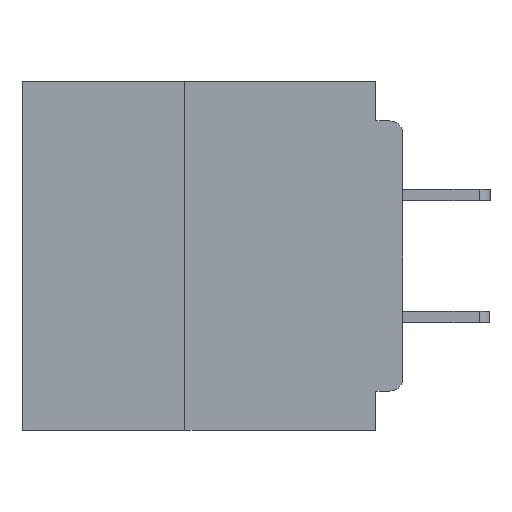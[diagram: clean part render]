
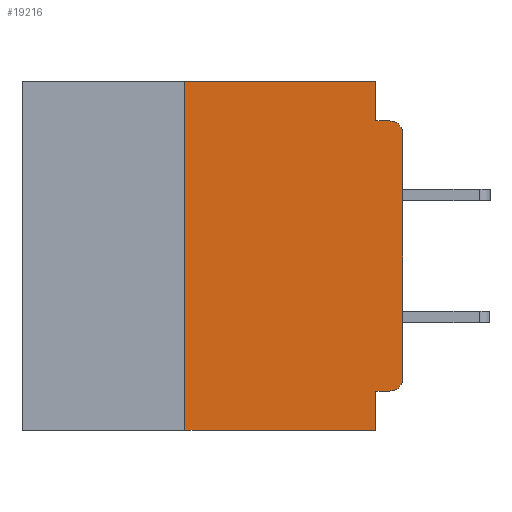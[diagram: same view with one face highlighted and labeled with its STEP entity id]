
A CAD part, left-side view. The second image highlights one B-rep face of the part: STEP entity #19216.
In plain terms, the highlighted planar face has unit normal (-1, 0, 0).
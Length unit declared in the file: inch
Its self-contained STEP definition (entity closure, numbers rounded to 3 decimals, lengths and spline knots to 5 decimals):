
#1368 = ORIENTED_EDGE ( 'NONE', *, *, #38121, .T. ) ;
#1609 = CARTESIAN_POINT ( 'NONE',  ( 0., 0.015, -0.355 ) ) ;
#2856 = DIRECTION ( 'NONE',  ( 0., 0., -1. ) ) ;
#2914 = CARTESIAN_POINT ( 'NONE',  ( 0., 0.25, -0.4 ) ) ;
#3641 = VERTEX_POINT ( 'NONE', #2914 ) ;
#3837 = DIRECTION ( 'NONE',  ( 0., 0., 1. ) ) ;
#3944 = ORIENTED_EDGE ( 'NONE', *, *, #46371, .T. ) ;
#3955 = CARTESIAN_POINT ( 'NONE',  ( 0., 0., 0. ) ) ;
#4750 = LINE ( 'NONE', #28809, #14655 ) ;
#4922 = EDGE_CURVE ( 'NONE', #16996, #38748, #25984, .T. ) ;
#4969 = AXIS2_PLACEMENT_3D ( 'NONE', #53203, #28197, #2856 ) ;
#4996 = VERTEX_POINT ( 'NONE', #1609 ) ;
#5221 = EDGE_LOOP ( 'NONE', ( #20411, #1368, #26003, #18451, #10710, #6561, #3944, #27122, #53264, #32415 ) ) ;
#6281 = DIRECTION ( 'NONE',  ( 0., 1., 0. ) ) ;
#6561 = ORIENTED_EDGE ( 'NONE', *, *, #11563, .F. ) ;
#6995 = CARTESIAN_POINT ( 'NONE',  ( 0., 0.25, -0.4 ) ) ;
#7195 = LINE ( 'NONE', #15702, #50530 ) ;
#8999 = LINE ( 'NONE', #26158, #42576 ) ;
#10710 = ORIENTED_EDGE ( 'NONE', *, *, #47244, .F. ) ;
#11563 = EDGE_CURVE ( 'NONE', #3641, #13145, #25773, .T. ) ;
#12718 = EDGE_CURVE ( 'NONE', #4996, #16996, #25561, .T. ) ;
#13145 = VERTEX_POINT ( 'NONE', #34999 ) ;
#14655 = VECTOR ( 'NONE', #41273, 39.37008 ) ;
#14917 = CARTESIAN_POINT ( 'NONE',  ( 0., 0.031, -0.355 ) ) ;
#15702 = CARTESIAN_POINT ( 'NONE',  ( 0., 0., -0.045 ) ) ;
#16428 = DIRECTION ( 'NONE',  ( 0., 0., -1. ) ) ;
#16783 = CARTESIAN_POINT ( 'NONE',  ( 0., 0.031, -0.045 ) ) ;
#16996 = VERTEX_POINT ( 'NONE', #38825 ) ;
#17532 = VECTOR ( 'NONE', #16428, 39.37008 ) ;
#17571 = DIRECTION ( 'NONE',  ( 1., 0., 0. ) ) ;
#18451 = ORIENTED_EDGE ( 'NONE', *, *, #22887, .F. ) ;
#18572 = AXIS2_PLACEMENT_3D ( 'NONE', #20808, #50065, #25062 ) ;
#19216 = ADVANCED_FACE ( 'NONE', ( #53754 ), #30148, .F. ) ;
#19978 = DIRECTION ( 'NONE',  ( 0., -1., 0. ) ) ;
#20411 = ORIENTED_EDGE ( 'NONE', *, *, #4922, .T. ) ;
#20808 = CARTESIAN_POINT ( 'NONE',  ( 0., 0.015, -0.06 ) ) ;
#21134 = EDGE_CURVE ( 'NONE', #29044, #22615, #52250, .T. ) ;
#22615 = VERTEX_POINT ( 'NONE', #31430 ) ;
#22887 = EDGE_CURVE ( 'NONE', #33822, #27351, #4750, .T. ) ;
#22994 = VECTOR ( 'NONE', #6281, 39.37008 ) ;
#23523 = CARTESIAN_POINT ( 'NONE',  ( 0., 0.437, -0.4 ) ) ;
#24762 = CARTESIAN_POINT ( 'NONE',  ( 0., 0.031, -0.4 ) ) ;
#25062 = DIRECTION ( 'NONE',  ( 0., 0., -1. ) ) ;
#25561 = CIRCLE ( 'NONE', #4969, 0.015 ) ;
#25773 = LINE ( 'NONE', #6995, #46662 ) ;
#25821 = EDGE_CURVE ( 'NONE', #27351, #42556, #7195, .T. ) ;
#25984 = LINE ( 'NONE', #3955, #48162 ) ;
#26003 = ORIENTED_EDGE ( 'NONE', *, *, #25821, .F. ) ;
#26158 = CARTESIAN_POINT ( 'NONE',  ( 0., 0.437, 0. ) ) ;
#27122 = ORIENTED_EDGE ( 'NONE', *, *, #21134, .F. ) ;
#27351 = VERTEX_POINT ( 'NONE', #16783 ) ;
#27850 = CARTESIAN_POINT ( 'NONE',  ( 0., 0.031, 0. ) ) ;
#27936 = DIRECTION ( 'NONE',  ( 0., -1., 0. ) ) ;
#28197 = DIRECTION ( 'NONE',  ( -1., 0., 0. ) ) ;
#28704 = CARTESIAN_POINT ( 'NONE',  ( 0., 0.015, -0.045 ) ) ;
#28809 = CARTESIAN_POINT ( 'NONE',  ( 0., 0.031, 0. ) ) ;
#29044 = VERTEX_POINT ( 'NONE', #14917 ) ;
#29222 = CARTESIAN_POINT ( 'NONE',  ( 0., 0., -0.06 ) ) ;
#30148 = PLANE ( 'NONE',  #47745 ) ;
#31430 = CARTESIAN_POINT ( 'NONE',  ( 0., 0.031, -0.4 ) ) ;
#32415 = ORIENTED_EDGE ( 'NONE', *, *, #12718, .T. ) ;
#33822 = VERTEX_POINT ( 'NONE', #27850 ) ;
#34999 = CARTESIAN_POINT ( 'NONE',  ( 0., 0.25, 0. ) ) ;
#38121 = EDGE_CURVE ( 'NONE', #38748, #42556, #48037, .T. ) ;
#38628 = DIRECTION ( 'NONE',  ( 0., -1., 0. ) ) ;
#38748 = VERTEX_POINT ( 'NONE', #29222 ) ;
#38825 = CARTESIAN_POINT ( 'NONE',  ( 0., 0., -0.34 ) ) ;
#39988 = CARTESIAN_POINT ( 'NONE',  ( 0., 0., -0.355 ) ) ;
#41038 = DIRECTION ( 'NONE',  ( 0., 0., 1. ) ) ;
#41273 = DIRECTION ( 'NONE',  ( 0., 0., -1. ) ) ;
#42556 = VERTEX_POINT ( 'NONE', #28704 ) ;
#42576 = VECTOR ( 'NONE', #38628, 39.37008 ) ;
#42675 = VECTOR ( 'NONE', #27936, 39.37008 ) ;
#42737 = CARTESIAN_POINT ( 'NONE',  ( 0., 0.437, 0. ) ) ;
#45266 = LINE ( 'NONE', #39988, #22994 ) ;
#46371 = EDGE_CURVE ( 'NONE', #3641, #22615, #53704, .T. ) ;
#46662 = VECTOR ( 'NONE', #41038, 39.37008 ) ;
#46882 = DIRECTION ( 'NONE',  ( 0., 0., -1. ) ) ;
#47244 = EDGE_CURVE ( 'NONE', #13145, #33822, #8999, .T. ) ;
#47745 = AXIS2_PLACEMENT_3D ( 'NONE', #42737, #17571, #46882 ) ;
#48037 = CIRCLE ( 'NONE', #18572, 0.015 ) ;
#48162 = VECTOR ( 'NONE', #3837, 39.37008 ) ;
#50065 = DIRECTION ( 'NONE',  ( -1., 0., 0. ) ) ;
#50530 = VECTOR ( 'NONE', #19978, 39.37008 ) ;
#52040 = EDGE_CURVE ( 'NONE', #4996, #29044, #45266, .T. ) ;
#52250 = LINE ( 'NONE', #24762, #17532 ) ;
#53203 = CARTESIAN_POINT ( 'NONE',  ( 0., 0.015, -0.34 ) ) ;
#53264 = ORIENTED_EDGE ( 'NONE', *, *, #52040, .F. ) ;
#53704 = LINE ( 'NONE', #23523, #42675 ) ;
#53754 = FACE_OUTER_BOUND ( 'NONE', #5221, .T. ) ;
